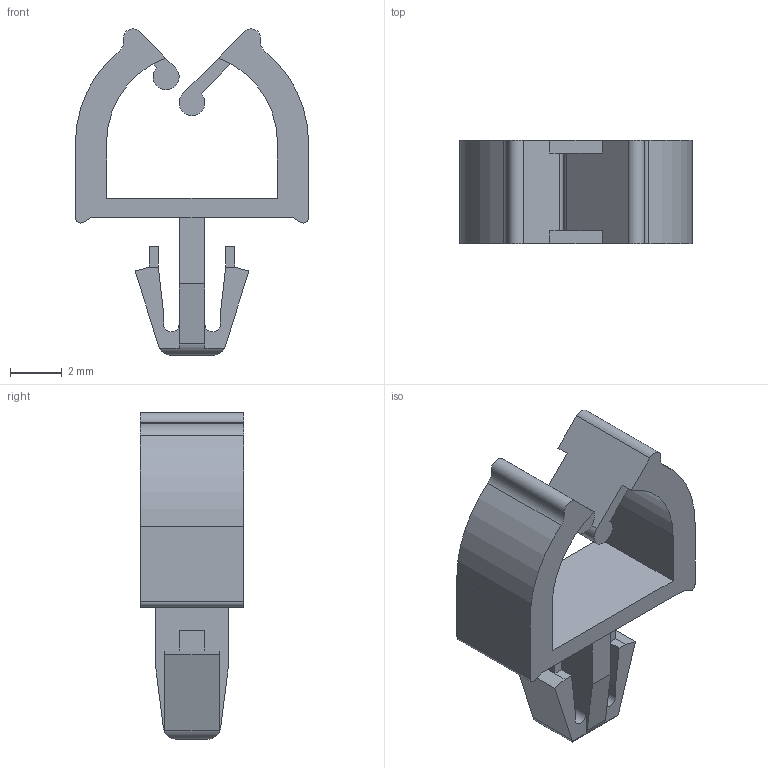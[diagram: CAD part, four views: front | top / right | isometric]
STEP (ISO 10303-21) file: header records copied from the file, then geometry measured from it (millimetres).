
FILE_DESCRIPTION( ( 'Unknown' ), '1' );
FILE_NAME( '522410000.stp', 'Unknown', ( 'Unknown' ), ( 'Unknown' ), 'PSStep 17.0.49', 'Unknown', ' ' );
FILE_SCHEMA( ( 'AUTOMOTIVE_DESIGN { 1 0 10303 214 1 1 1 1 }' ) );
Length unit declared in the file: millimetre
Products named in the file (1): 1
Bounding box: 9 x 4 x 12.6 mm (x, y, z)
Volume: 126.8 mm3; surface area: 349.2 mm2
Topology: 1 solids, 1 shells, 71 faces, 196 edges, 128 vertices
Faces by surface type: plane 53, cylinder 18
Entity records: 2834 total; most frequent: CARTESIAN_POINT 396, ORIENTED_EDGE 392, DIRECTION 384, EDGE_CURVE 196, LINE 152, VECTOR 152, VERTEX_POINT 128, AXIS2_PLACEMENT_3D 116
